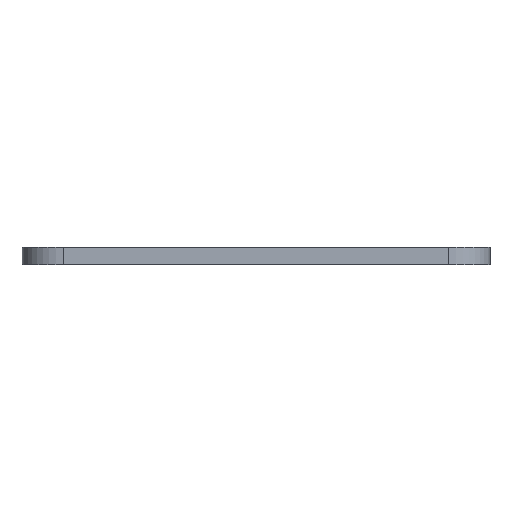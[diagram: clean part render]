
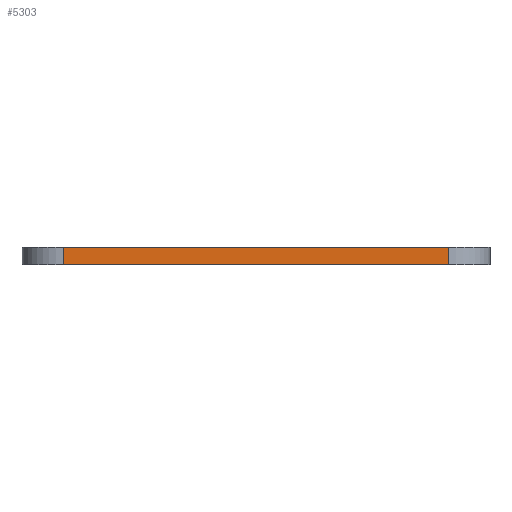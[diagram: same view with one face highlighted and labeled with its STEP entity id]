
A CAD part, front view. The second image highlights one B-rep face of the part: STEP entity #5303.
In plain terms, the highlighted planar face has unit normal (0, -1, 0).
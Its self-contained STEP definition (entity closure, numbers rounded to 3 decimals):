
#83 = PLANE('',#84);
#84 = AXIS2_PLACEMENT_3D('',#85,#86,#87);
#85 = CARTESIAN_POINT('',(129.54,-95.918,1.6));
#86 = DIRECTION('',(-0.,-0.,-1.));
#87 = DIRECTION('',(-1.,0.,0.));
#137 = PLANE('',#138);
#138 = AXIS2_PLACEMENT_3D('',#139,#140,#141);
#139 = CARTESIAN_POINT('',(129.54,-95.918,0.));
#140 = DIRECTION('',(-0.,-0.,-1.));
#141 = DIRECTION('',(-1.,0.,0.));
#391 = VERTEX_POINT('',#392);
#392 = CARTESIAN_POINT('',(147.32,-144.78,0.));
#411 = CYLINDRICAL_SURFACE('',#412,3.81);
#412 = AXIS2_PLACEMENT_3D('',#413,#414,#415);
#413 = CARTESIAN_POINT('',(147.32,-140.97,0.));
#414 = DIRECTION('',(-0.,-0.,-1.));
#415 = DIRECTION('',(1.,0.,-0.));
#423 = EDGE_CURVE('',#391,#424,#426,.T.);
#424 = VERTEX_POINT('',#425);
#425 = CARTESIAN_POINT('',(111.76,-144.78,0.));
#426 = SURFACE_CURVE('',#427,(#431,#438),.PCURVE_S1.);
#427 = LINE('',#428,#429);
#428 = CARTESIAN_POINT('',(147.32,-144.78,0.));
#429 = VECTOR('',#430,1.);
#430 = DIRECTION('',(-1.,0.,0.));
#431 = PCURVE('',#137,#432);
#432 = DEFINITIONAL_REPRESENTATION('',(#433),#437);
#433 = LINE('',#434,#435);
#434 = CARTESIAN_POINT('',(-17.78,-48.862));
#435 = VECTOR('',#436,1.);
#436 = DIRECTION('',(1.,0.));
#437 = ( GEOMETRIC_REPRESENTATION_CONTEXT(2) 
PARAMETRIC_REPRESENTATION_CONTEXT() REPRESENTATION_CONTEXT('2D SPACE',''
  ) );
#438 = PCURVE('',#439,#444);
#439 = PLANE('',#440);
#440 = AXIS2_PLACEMENT_3D('',#441,#442,#443);
#441 = CARTESIAN_POINT('',(147.32,-144.78,0.));
#442 = DIRECTION('',(0.,-1.,0.));
#443 = DIRECTION('',(-1.,0.,0.));
#444 = DEFINITIONAL_REPRESENTATION('',(#445),#449);
#445 = LINE('',#446,#447);
#446 = CARTESIAN_POINT('',(0.,-0.));
#447 = VECTOR('',#448,1.);
#448 = DIRECTION('',(1.,0.));
#449 = ( GEOMETRIC_REPRESENTATION_CONTEXT(2) 
PARAMETRIC_REPRESENTATION_CONTEXT() REPRESENTATION_CONTEXT('2D SPACE',''
  ) );
#472 = CYLINDRICAL_SURFACE('',#473,3.81);
#473 = AXIS2_PLACEMENT_3D('',#474,#475,#476);
#474 = CARTESIAN_POINT('',(111.76,-140.97,0.));
#475 = DIRECTION('',(-0.,-0.,-1.));
#476 = DIRECTION('',(1.,0.,-0.));
#2957 = VERTEX_POINT('',#2958);
#2958 = CARTESIAN_POINT('',(147.32,-144.78,1.6));
#2984 = EDGE_CURVE('',#2957,#2985,#2987,.T.);
#2985 = VERTEX_POINT('',#2986);
#2986 = CARTESIAN_POINT('',(111.76,-144.78,1.6));
#2987 = SURFACE_CURVE('',#2988,(#2992,#2999),.PCURVE_S1.);
#2988 = LINE('',#2989,#2990);
#2989 = CARTESIAN_POINT('',(147.32,-144.78,1.6));
#2990 = VECTOR('',#2991,1.);
#2991 = DIRECTION('',(-1.,0.,0.));
#2992 = PCURVE('',#83,#2993);
#2993 = DEFINITIONAL_REPRESENTATION('',(#2994),#2998);
#2994 = LINE('',#2995,#2996);
#2995 = CARTESIAN_POINT('',(-17.78,-48.862));
#2996 = VECTOR('',#2997,1.);
#2997 = DIRECTION('',(1.,0.));
#2998 = ( GEOMETRIC_REPRESENTATION_CONTEXT(2) 
PARAMETRIC_REPRESENTATION_CONTEXT() REPRESENTATION_CONTEXT('2D SPACE',''
  ) );
#2999 = PCURVE('',#439,#3000);
#3000 = DEFINITIONAL_REPRESENTATION('',(#3001),#3005);
#3001 = LINE('',#3002,#3003);
#3002 = CARTESIAN_POINT('',(0.,-1.6));
#3003 = VECTOR('',#3004,1.);
#3004 = DIRECTION('',(1.,0.));
#3005 = ( GEOMETRIC_REPRESENTATION_CONTEXT(2) 
PARAMETRIC_REPRESENTATION_CONTEXT() REPRESENTATION_CONTEXT('2D SPACE',''
  ) );
#5255 = EDGE_CURVE('',#424,#2985,#5256,.T.);
#5256 = SURFACE_CURVE('',#5257,(#5261,#5268),.PCURVE_S1.);
#5257 = LINE('',#5258,#5259);
#5258 = CARTESIAN_POINT('',(111.76,-144.78,0.));
#5259 = VECTOR('',#5260,1.);
#5260 = DIRECTION('',(0.,0.,1.));
#5261 = PCURVE('',#472,#5262);
#5262 = DEFINITIONAL_REPRESENTATION('',(#5263),#5267);
#5263 = LINE('',#5264,#5265);
#5264 = CARTESIAN_POINT('',(-4.712,0.));
#5265 = VECTOR('',#5266,1.);
#5266 = DIRECTION('',(-0.,-1.));
#5267 = ( GEOMETRIC_REPRESENTATION_CONTEXT(2) 
PARAMETRIC_REPRESENTATION_CONTEXT() REPRESENTATION_CONTEXT('2D SPACE',''
  ) );
#5268 = PCURVE('',#439,#5269);
#5269 = DEFINITIONAL_REPRESENTATION('',(#5270),#5274);
#5270 = LINE('',#5271,#5272);
#5271 = CARTESIAN_POINT('',(35.56,0.));
#5272 = VECTOR('',#5273,1.);
#5273 = DIRECTION('',(0.,-1.));
#5274 = ( GEOMETRIC_REPRESENTATION_CONTEXT(2) 
PARAMETRIC_REPRESENTATION_CONTEXT() REPRESENTATION_CONTEXT('2D SPACE',''
  ) );
#5280 = EDGE_CURVE('',#391,#2957,#5281,.T.);
#5281 = SURFACE_CURVE('',#5282,(#5286,#5293),.PCURVE_S1.);
#5282 = LINE('',#5283,#5284);
#5283 = CARTESIAN_POINT('',(147.32,-144.78,0.));
#5284 = VECTOR('',#5285,1.);
#5285 = DIRECTION('',(0.,0.,1.));
#5286 = PCURVE('',#411,#5287);
#5287 = DEFINITIONAL_REPRESENTATION('',(#5288),#5292);
#5288 = LINE('',#5289,#5290);
#5289 = CARTESIAN_POINT('',(-4.712,0.));
#5290 = VECTOR('',#5291,1.);
#5291 = DIRECTION('',(-0.,-1.));
#5292 = ( GEOMETRIC_REPRESENTATION_CONTEXT(2) 
PARAMETRIC_REPRESENTATION_CONTEXT() REPRESENTATION_CONTEXT('2D SPACE',''
  ) );
#5293 = PCURVE('',#439,#5294);
#5294 = DEFINITIONAL_REPRESENTATION('',(#5295),#5299);
#5295 = LINE('',#5296,#5297);
#5296 = CARTESIAN_POINT('',(0.,-0.));
#5297 = VECTOR('',#5298,1.);
#5298 = DIRECTION('',(0.,-1.));
#5299 = ( GEOMETRIC_REPRESENTATION_CONTEXT(2) 
PARAMETRIC_REPRESENTATION_CONTEXT() REPRESENTATION_CONTEXT('2D SPACE',''
  ) );
#5303 = ADVANCED_FACE('',(#5304),#439,.T.);
#5304 = FACE_BOUND('',#5305,.T.);
#5305 = EDGE_LOOP('',(#5306,#5307,#5308,#5309));
#5306 = ORIENTED_EDGE('',*,*,#5280,.T.);
#5307 = ORIENTED_EDGE('',*,*,#2984,.T.);
#5308 = ORIENTED_EDGE('',*,*,#5255,.F.);
#5309 = ORIENTED_EDGE('',*,*,#423,.F.);
